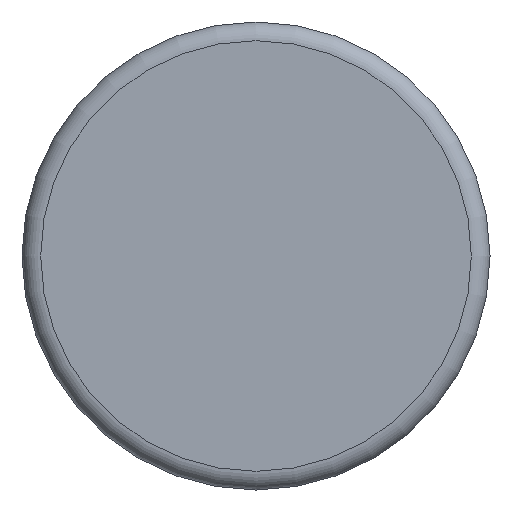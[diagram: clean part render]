
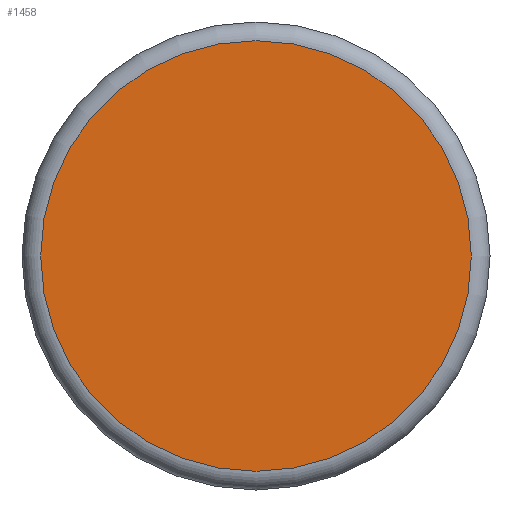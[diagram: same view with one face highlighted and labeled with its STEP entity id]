
A CAD part, front view. The second image highlights one B-rep face of the part: STEP entity #1458.
In plain terms, the highlighted planar face has unit normal (0, -1, 0).
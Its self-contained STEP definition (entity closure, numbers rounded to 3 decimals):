
#34=CIRCLE('',#1591,23.);
#35=CIRCLE('',#1592,23.);
#84=PLANE('',#1594);
#258=FACE_OUTER_BOUND('',#364,.T.);
#364=EDGE_LOOP('',(#1077,#1078));
#647=VERTEX_POINT('',#3950);
#648=VERTEX_POINT('',#3951);
#821=EDGE_CURVE('',#647,#648,#34,.T.);
#822=EDGE_CURVE('',#648,#647,#35,.T.);
#1077=ORIENTED_EDGE('',*,*,#821,.T.);
#1078=ORIENTED_EDGE('',*,*,#822,.T.);
#1458=ADVANCED_FACE('',(#258),#84,.T.);
#1591=AXIS2_PLACEMENT_3D('',#3952,#1717,#1718);
#1592=AXIS2_PLACEMENT_3D('',#3953,#1719,#1720);
#1594=AXIS2_PLACEMENT_3D('',#3955,#1723,#1724);
#1717=DIRECTION('center_axis',(0.,-1.,0.));
#1718=DIRECTION('ref_axis',(1.,0.,0.));
#1719=DIRECTION('center_axis',(0.,-1.,0.));
#1720=DIRECTION('ref_axis',(1.,0.,0.));
#1723=DIRECTION('center_axis',(0.,-1.,0.));
#1724=DIRECTION('ref_axis',(-1.,0.,0.));
#3950=CARTESIAN_POINT('',(-23.,0.2,0.));
#3951=CARTESIAN_POINT('',(23.,0.2,0.));
#3952=CARTESIAN_POINT('Origin',(0.,0.2,0.));
#3953=CARTESIAN_POINT('Origin',(0.,0.2,0.));
#3955=CARTESIAN_POINT('Origin',(0.,0.2,0.));
